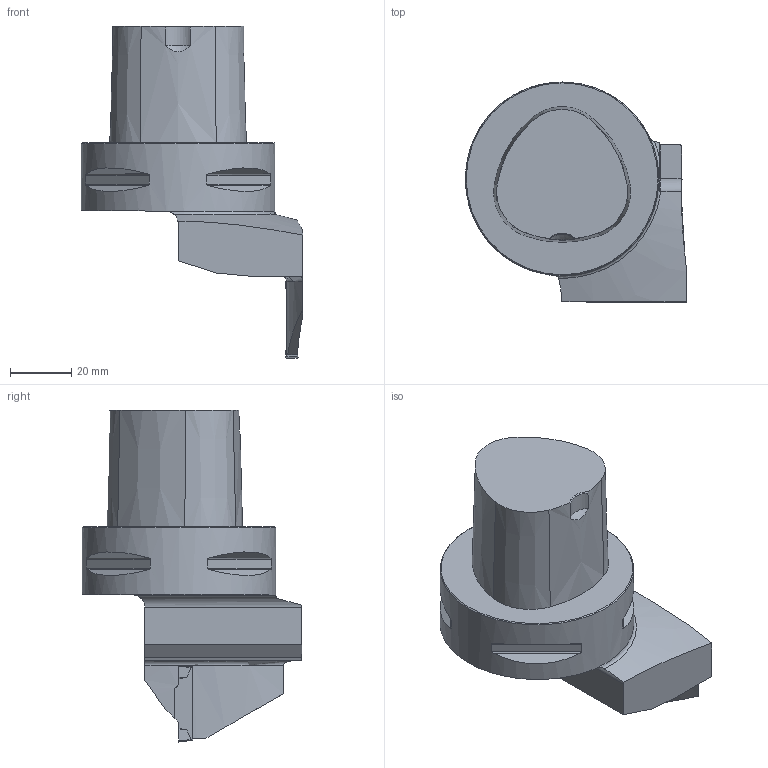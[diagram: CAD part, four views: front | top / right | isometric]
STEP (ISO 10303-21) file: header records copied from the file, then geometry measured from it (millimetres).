
FILE_DESCRIPTION(/* description */ (''),/* implementation_level */ '2;1');
FILE_NAME(/* name */ 'toolassembly_1.stp',/* time_stamp */ '2020-01-09T11:08:28+01:00',/* author */ (''),/* organization */ ('SMS'),/* preprocessor_version */ 'ST-DEVELOPER v16.7',/* originating_system */ 'SIEMENS PLM Software NX 12.0',/* authorisation */ '');
FILE_SCHEMA (('AUTOMOTIVE_DESIGN { 1 0 10303 214 3 1 1 1 }'));
Length unit declared in the file: millimetre
Products named in the file (4): ASSEMBLY_CONSTRUCTION; CUT_20200109110754; NOCUT_20200109110651; TOOLASSEMBLY_1
Assembly tree (3 placements, depth 2):
  TOOLASSEMBLY_1
    NOCUT_20200109110651
    CUT_20200109110754
    ASSEMBLY_CONSTRUCTION
Bounding box: 72.03 x 71.5 x 108 mm (x, y, z)
Volume: 162280 mm3; surface area: 22798.4 mm2
Topology: 2 solids, 2 shells, 97 faces, 260 edges, 177 vertices
Faces by surface type: plane 56, cylinder 23, cone 11, extrusion 4, torus 3
Full cylindrical faces by diameter (mm): 63 x1
Entity records: 3646 total; most frequent: CARTESIAN_POINT 1094, ORIENTED_EDGE 512, DIRECTION 489, EDGE_CURVE 256, AXIS2_PLACEMENT_3D 174, VERTEX_POINT 170, VECTOR 141, LINE 137
